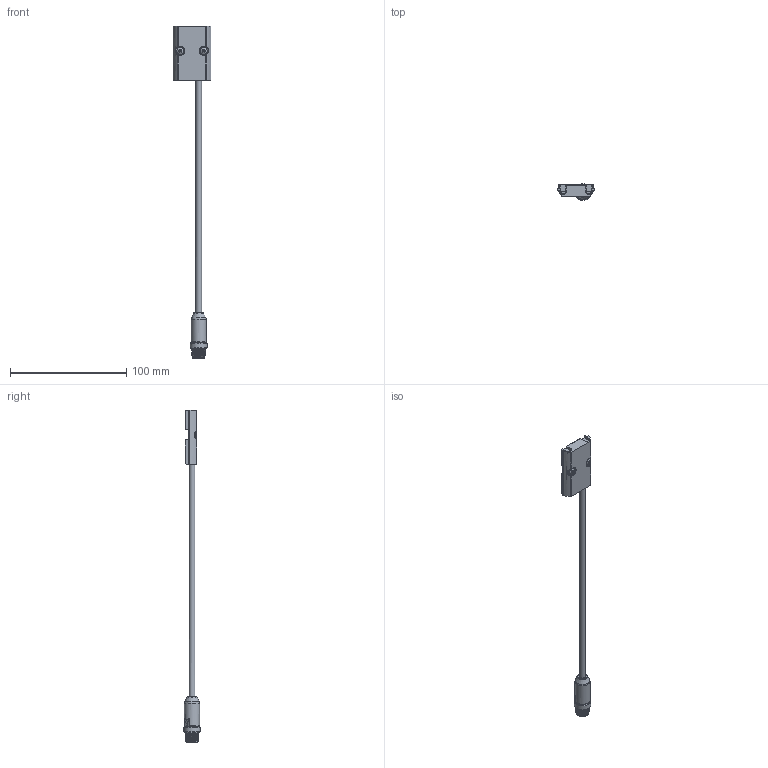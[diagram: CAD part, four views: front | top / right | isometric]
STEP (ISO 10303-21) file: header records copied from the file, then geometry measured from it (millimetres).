
FILE_DESCRIPTION (( 'STEP AP214' ), '1' );
FILE_NAME ('SH-PLUG-5.STEP', '2025-01-17T14:48:57', ( '' ), ( '' ), 'SwSTEP 2.0', 'SolidWorks 2024', '' );
FILE_SCHEMA (( 'AUTOMOTIVE_DESIGN' ));
Length unit declared in the file: inch
Products named in the file (1): SH-PLUG-5
Bounding box: 32 x 14.5 x 285.2 mm (x, y, z)
Volume: 11941.8 mm3; surface area: 15329.9 mm2
Topology: 1 solids, 1 shells, 401 faces, 1078 edges, 673 vertices
Faces by surface type: plane 216, cylinder 77, bspline 55, cone 52, torus 1
Full cylindrical faces by diameter (mm): 2.8 x1, 5 x1, 5.5 x2, 8.25 x1, 9.5 x1, 9.7 x1, 10.35 x1, 10.6 x3, 10.8 x1, 13 x1, 14.5 x1
Entity records: 15707 total; most frequent: CARTESIAN_POINT 6538, ORIENTED_EDGE 2026, DIRECTION 1705, EDGE_CURVE 1013, VERTEX_POINT 660, AXIS2_PLACEMENT_3D 580, VECTOR 545, LINE 545
